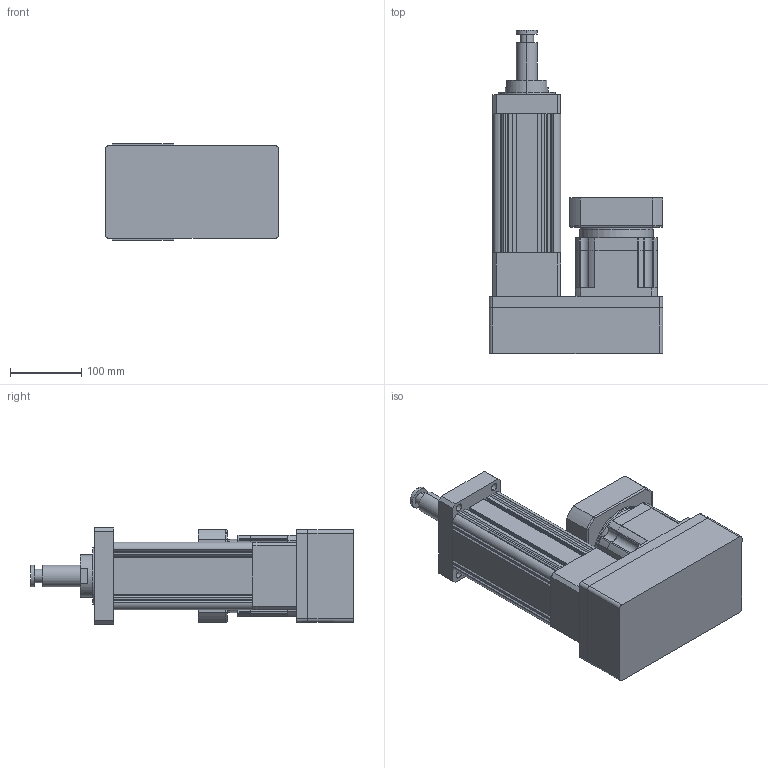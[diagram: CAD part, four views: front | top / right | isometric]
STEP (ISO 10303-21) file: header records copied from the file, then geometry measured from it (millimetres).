
FILE_DESCRIPTION (( 'STEP AP203' ), '1' );
FILE_NAME ('RLA95-10QF-23KN-R50-55mm-s.STEP', '2025-02-06T23:59:36', ( '微软用户' ), ( '微软中国' ), 'SwSTEP 2.0', 'SolidWorks 2022', '' );
FILE_SCHEMA (( 'CONFIG_CONTROL_DESIGN' ));
Length unit declared in the file: millimetre
Products named in the file (3): PGH115-L1-24-110-145-M8-A32; 95缸行程50折叠前法兰安装; RLA95-10QF-23KN-R50-55mm-s
Assembly tree (2 placements, depth 2):
  RLA95-10QF-23KN-R50-55mm-s
    95缸行程50折叠前法兰安装
    PGH115-L1-24-110-145-M8-A32
Bounding box: 243 x 453 x 135 mm (x, y, z)
Volume: 5760006.7 mm3; surface area: 566992 mm2
Topology: 21 solids, 22 shells, 787 faces, 1920 edges, 1225 vertices
Faces by surface type: plane 339, cylinder 327, cone 70, torus 46, bspline 5
Entity records: 28467 total; most frequent: CARTESIAN_POINT 9367, DIRECTION 4085, ORIENTED_EDGE 3804, EDGE_CURVE 1902, AXIS2_PLACEMENT_3D 1513, VERTEX_POINT 1225, VECTOR 1059, LINE 1059
